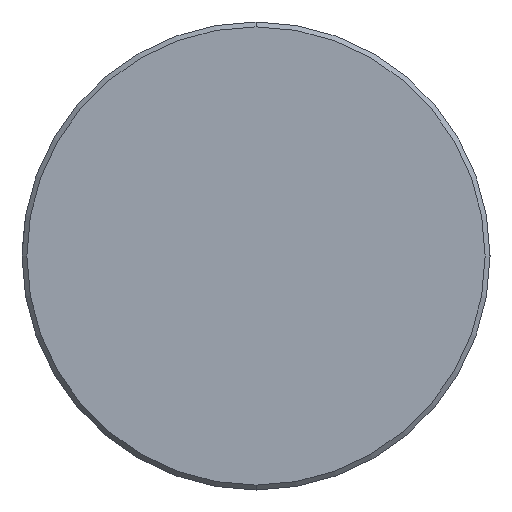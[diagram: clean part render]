
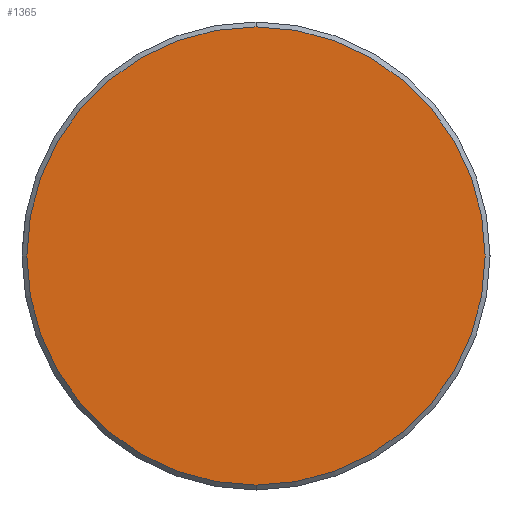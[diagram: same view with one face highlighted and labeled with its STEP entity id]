
A CAD part, front view. The second image highlights one B-rep face of the part: STEP entity #1365.
In plain terms, the highlighted planar face has unit normal (0, -1, 0).
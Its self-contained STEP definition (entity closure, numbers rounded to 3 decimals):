
#22 = AXIS2_PLACEMENT_3D ( 'NONE', #194, #1058, #622 ) ;
#26 = DIRECTION ( 'NONE',  ( 0., 1., 0. ) ) ;
#60 = VERTEX_POINT ( 'NONE', #1020 ) ;
#178 = DIRECTION ( 'NONE',  ( 0., -1., 0. ) ) ;
#194 = CARTESIAN_POINT ( 'NONE',  ( 0., -1.9, 0. ) ) ;
#245 = AXIS2_PLACEMENT_3D ( 'NONE', #454, #26, #916 ) ;
#260 = ORIENTED_EDGE ( 'NONE', *, *, #921, .T. ) ;
#320 = CIRCLE ( 'NONE', #22, 23.5 ) ;
#454 = CARTESIAN_POINT ( 'NONE',  ( 0., -1.9, 0. ) ) ;
#510 = VERTEX_POINT ( 'NONE', #795 ) ;
#585 = EDGE_LOOP ( 'NONE', ( #260, #655 ) ) ;
#622 = DIRECTION ( 'NONE',  ( 0., 0., 1. ) ) ;
#655 = ORIENTED_EDGE ( 'NONE', *, *, #881, .T. ) ;
#674 = FACE_OUTER_BOUND ( 'NONE', #585, .T. ) ;
#785 = CIRCLE ( 'NONE', #1246, 23.5 ) ;
#795 = CARTESIAN_POINT ( 'NONE',  ( 0., -1.9, -23.5 ) ) ;
#865 = DIRECTION ( 'NONE',  ( 0., 0., 1. ) ) ;
#881 = EDGE_CURVE ( 'NONE', #510, #60, #785, .T. ) ;
#916 = DIRECTION ( 'NONE',  ( 0., 0., 1. ) ) ;
#921 = EDGE_CURVE ( 'NONE', #60, #510, #320, .T. ) ;
#1011 = PLANE ( 'NONE',  #245 ) ;
#1020 = CARTESIAN_POINT ( 'NONE',  ( 0., -1.9, 23.5 ) ) ;
#1058 = DIRECTION ( 'NONE',  ( 0., -1., 0. ) ) ;
#1167 = CARTESIAN_POINT ( 'NONE',  ( 0., -1.9, 0. ) ) ;
#1246 = AXIS2_PLACEMENT_3D ( 'NONE', #1167, #178, #865 ) ;
#1365 = ADVANCED_FACE ( 'NONE', ( #674 ), #1011, .F. ) ;
